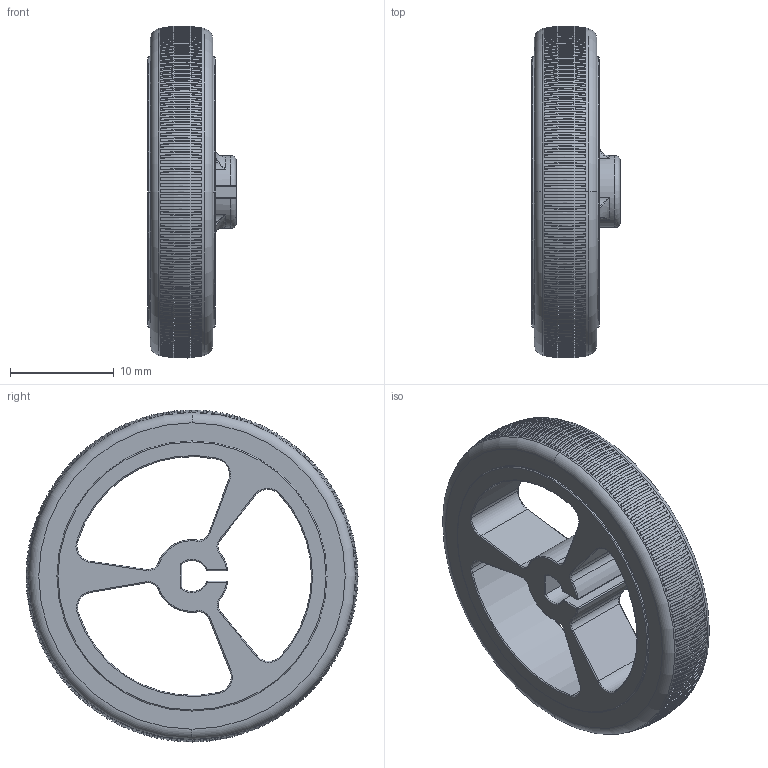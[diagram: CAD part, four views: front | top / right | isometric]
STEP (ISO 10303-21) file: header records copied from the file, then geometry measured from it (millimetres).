
FILE_DESCRIPTION (( 'STEP AP214' ), '1' );
FILE_NAME ('Pololu-Wheel-32x7mm.STEP', '2014-11-07T21:34:28', ( '' ), ( '' ), 'SwSTEP 2.0', 'SolidWorks 2012', '' );
FILE_SCHEMA (( 'AUTOMOTIVE_DESIGN' ));
Length unit declared in the file: millimetre
Products named in the file (3): Pololu-Wheel-32x7mm-rim___ _________; Pololu-Wheel-32x7mm-tire___ _________; Pololu-Wheel-32x7mm
Assembly tree (2 placements, depth 2):
  Pololu-Wheel-32x7mm
    Pololu-Wheel-32x7mm-tire___ _________
    Pololu-Wheel-32x7mm-rim___ _________
Bounding box: 8.5 x 31.96 x 31.96 mm (x, y, z)
Volume: 2886.4 mm3; surface area: 3961.1 mm2
Topology: 2 solids, 2 shells, 1046 faces, 2508 edges, 1636 vertices
Faces by surface type: plane 738, bspline 196, cylinder 56, torus 52, sphere 4
Entity records: 32212 total; most frequent: CARTESIAN_POINT 9147, ORIENTED_EDGE 4996, DIRECTION 4380, EDGE_CURVE 2498, AXIS2_PLACEMENT_3D 1787, VERTEX_POINT 1636, EDGE_LOOP 1234, ADVANCED_FACE 1046
